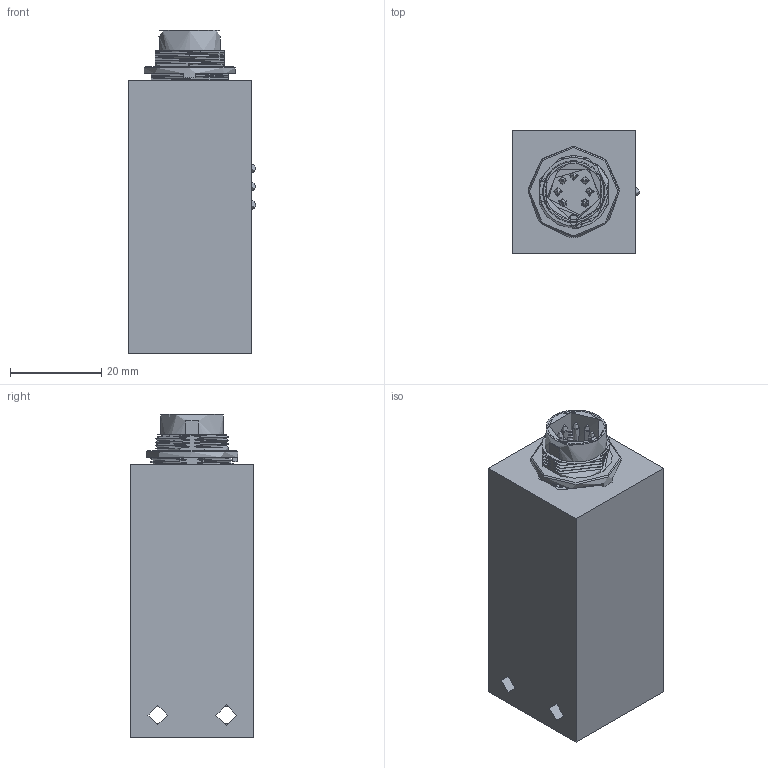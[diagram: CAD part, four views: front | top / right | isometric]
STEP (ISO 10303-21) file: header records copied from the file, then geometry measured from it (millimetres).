
FILE_DESCRIPTION(/* description */ (''),/* implementation_level */ '2;1');
FILE_NAME(/* name */ 'ipf_z3d_OVSI0327.stp',/* time_stamp */ '2018-11-28T15:21:11+01:00',/* author */ ('g.aydin'),/* organization */ (''),/* preprocessor_version */ 'ST-DEVELOPER v15.2',/* originating_system */ 'Autodesk Inventor 2014',/* authorisation */ '');
FILE_SCHEMA (('AUTOMOTIVE_DESIGN { 1 0 10303 214 3 1 1 }'));
Products named in the file (3): ipf_z3d_OVSI0327; OVSI0327_Gehäusestecker_M16_7Pol_09_1583_00_07
Bounding box: 28 x 27 x 71 mm (x, y, z)
Volume: 43279.3 mm3; surface area: 12532.8 mm2
Topology: 3 solids, 3 shells, 369 faces, 976 edges, 646 vertices
Faces by surface type: bspline 108, cylinder 105, plane 101, cone 43, torus 9, sphere 3
Full cylindrical faces by diameter (mm): 1.2 x7, 1.4 x7, 1.49 x7, 1.9 x7, 4.3 x1, 4.5 x1, 8 x2, 11.7 x1, 12 x1, 13.6 x1, 14 x1, 15 x1, 16.8 x1, 18.1 x1, 20 x2
Entity records: 55767 total; most frequent: CARTESIAN_POINT 47632, ORIENTED_EDGE 1670, DIRECTION 1228, EDGE_CURVE 835, VERTEX_POINT 600, EDGE_LOOP 519, AXIS2_PLACEMENT_3D 470, STYLED_ITEM 372
